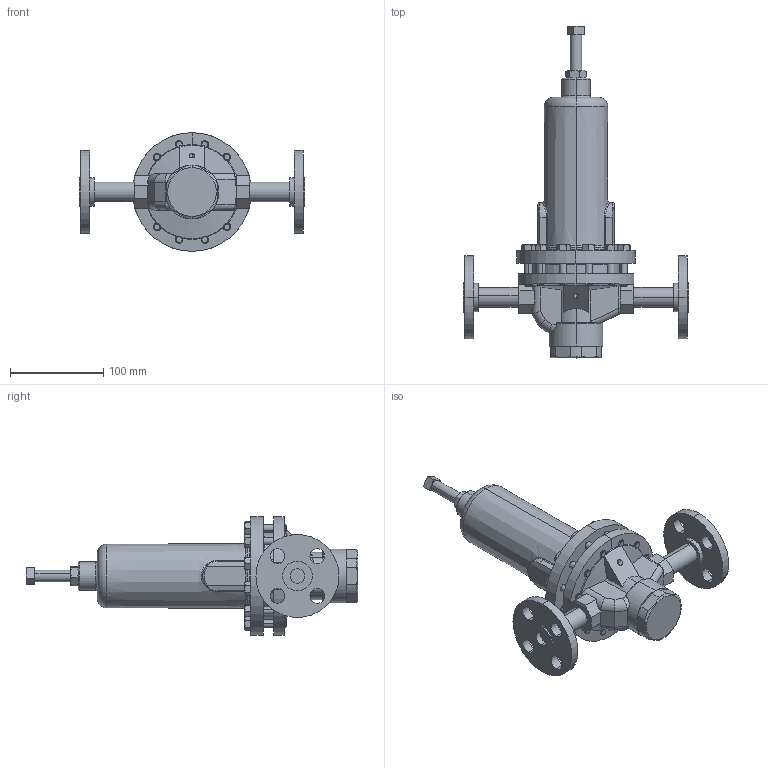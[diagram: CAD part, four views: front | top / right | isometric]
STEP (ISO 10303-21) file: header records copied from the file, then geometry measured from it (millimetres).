
FILE_DESCRIPTION (( 'STEP AP203' ), '1' );
FILE_NAME ('68HP-050-F5.STEP', '2017-08-29T16:27:58', ( '' ), ( '' ), 'SwSTEP 2.0', 'SolidWorks 2014', '' );
FILE_SCHEMA (( 'CONFIG_CONTROL_DESIGN' ));
Length unit declared in the file: inch
Products named in the file (1): 68HP-050-F5
Bounding box: 241.2 x 355.46 x 127 mm (x, y, z)
Volume: 1508040.8 mm3; surface area: 152324.7 mm2
Topology: 1 solids, 1 shells, 493 faces, 1233 edges, 769 vertices
Faces by surface type: plane 180, cylinder 145, cone 140, torus 16, bspline 8, sphere 4
Entity records: 17085 total; most frequent: CARTESIAN_POINT 5715, ORIENTED_EDGE 2454, DIRECTION 2217, EDGE_CURVE 1227, AXIS2_PLACEMENT_3D 892, VERTEX_POINT 769, EDGE_LOOP 566, FACE_OUTER_BOUND 493
